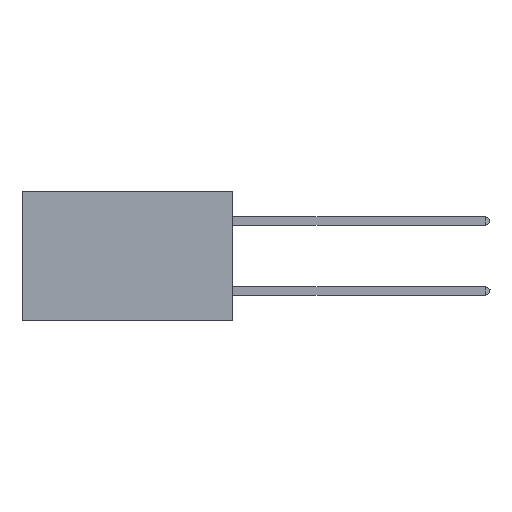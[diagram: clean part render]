
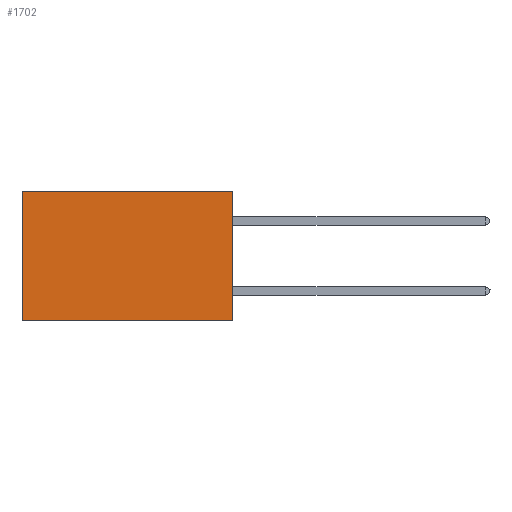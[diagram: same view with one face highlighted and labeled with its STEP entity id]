
A CAD part, left-side view. The second image highlights one B-rep face of the part: STEP entity #1702.
In plain terms, the highlighted planar face has unit normal (-1, 0, 0).
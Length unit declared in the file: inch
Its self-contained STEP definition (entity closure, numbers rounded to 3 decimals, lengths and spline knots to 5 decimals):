
#484 = VECTOR ( 'NONE', #573, 39.37008 ) ;
#573 = DIRECTION ( 'NONE',  ( 0., 0., -1. ) ) ;
#1702 = ADVANCED_FACE ( 'NONE', ( #5443 ), #11812, .F. ) ;
#2075 = AXIS2_PLACEMENT_3D ( 'NONE', #2159, #12241, #25427 ) ;
#2159 = CARTESIAN_POINT ( 'NONE',  ( 0.2875, 0., 0. ) ) ;
#5416 = ORIENTED_EDGE ( 'NONE', *, *, #28386, .F. ) ;
#5443 = FACE_OUTER_BOUND ( 'NONE', #16818, .T. ) ;
#6524 = CARTESIAN_POINT ( 'NONE',  ( 0.2875, 0., -0.37 ) ) ;
#8788 = VERTEX_POINT ( 'NONE', #42355 ) ;
#9759 = VERTEX_POINT ( 'NONE', #33837 ) ;
#10781 = LINE ( 'NONE', #35179, #35896 ) ;
#11259 = CARTESIAN_POINT ( 'NONE',  ( 0.2875, 0., 0. ) ) ;
#11812 = PLANE ( 'NONE',  #2075 ) ;
#12241 = DIRECTION ( 'NONE',  ( 1., 0., 0. ) ) ;
#12412 = VERTEX_POINT ( 'NONE', #36181 ) ;
#13523 = CARTESIAN_POINT ( 'NONE',  ( 0.2875, 0., 0. ) ) ;
#13548 = LINE ( 'NONE', #26998, #28896 ) ;
#13980 = DIRECTION ( 'NONE',  ( 0., 1., 0. ) ) ;
#14323 = VERTEX_POINT ( 'NONE', #6524 ) ;
#15409 = DIRECTION ( 'NONE',  ( 0., 0., -1. ) ) ;
#16818 = EDGE_LOOP ( 'NONE', ( #41656, #22689, #5416, #31532 ) ) ;
#18555 = VECTOR ( 'NONE', #24159, 39.37008 ) ;
#20591 = LINE ( 'NONE', #11259, #18555 ) ;
#22689 = ORIENTED_EDGE ( 'NONE', *, *, #25732, .F. ) ;
#23704 = EDGE_CURVE ( 'NONE', #9759, #8788, #20591, .T. ) ;
#24159 = DIRECTION ( 'NONE',  ( 0., 1., 0. ) ) ;
#25427 = DIRECTION ( 'NONE',  ( 0., 0., -1. ) ) ;
#25732 = EDGE_CURVE ( 'NONE', #14323, #12412, #13548, .T. ) ;
#26998 = CARTESIAN_POINT ( 'NONE',  ( 0.2875, 0., -0.37 ) ) ;
#28386 = EDGE_CURVE ( 'NONE', #9759, #14323, #34888, .T. ) ;
#28896 = VECTOR ( 'NONE', #13980, 39.37008 ) ;
#31532 = ORIENTED_EDGE ( 'NONE', *, *, #23704, .T. ) ;
#33837 = CARTESIAN_POINT ( 'NONE',  ( 0.2875, 0., 0. ) ) ;
#34888 = LINE ( 'NONE', #13523, #484 ) ;
#35179 = CARTESIAN_POINT ( 'NONE',  ( 0.2875, 0.6, 0. ) ) ;
#35896 = VECTOR ( 'NONE', #15409, 39.37008 ) ;
#36181 = CARTESIAN_POINT ( 'NONE',  ( 0.2875, 0.6, -0.37 ) ) ;
#38852 = EDGE_CURVE ( 'NONE', #8788, #12412, #10781, .T. ) ;
#41656 = ORIENTED_EDGE ( 'NONE', *, *, #38852, .T. ) ;
#42355 = CARTESIAN_POINT ( 'NONE',  ( 0.2875, 0.6, 0. ) ) ;
